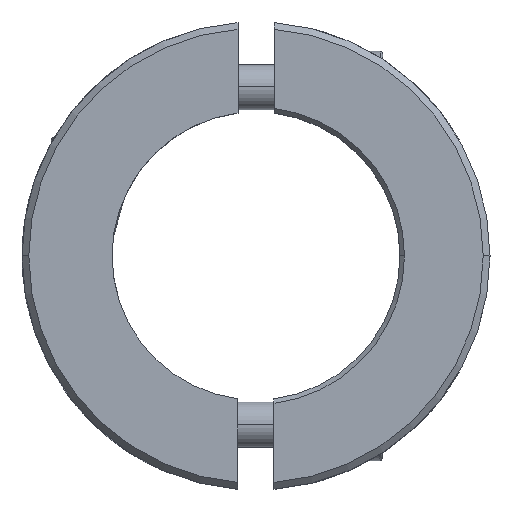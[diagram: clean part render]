
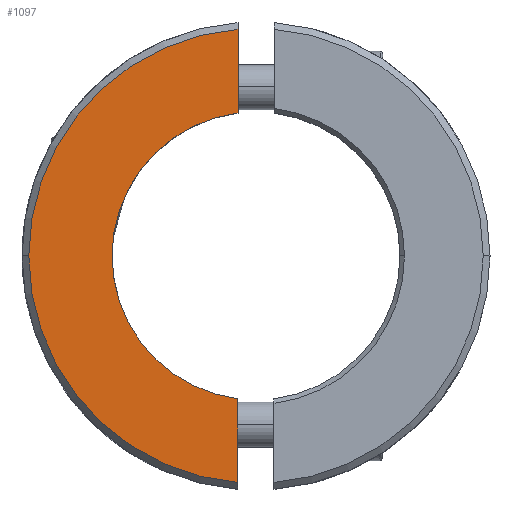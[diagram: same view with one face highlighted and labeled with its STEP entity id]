
A CAD part, top view. The second image highlights one B-rep face of the part: STEP entity #1097.
In plain terms, the highlighted planar face has unit normal (0, 0, 1).
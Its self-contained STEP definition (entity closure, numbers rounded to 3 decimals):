
#917=EDGE_CURVE('NONE',#939,#1983,#2470,.T.);
#939=VERTEX_POINT('NONE',#2494);
#1059=EDGE_CURVE('NONE',#1983,#2035,#2625,.T.);
#1097=ADVANCED_FACE('NONE',(#2666),#2667,.T.);
#1155=EDGE_CURVE('NONE',#1331,#939,#2735,.T.);
#1331=VERTEX_POINT('NONE',#2930);
#1569=EDGE_CURVE('NONE',#2035,#1935,#3190,.T.);
#1711=VERTEX_POINT('NONE',#3352);
#1935=VERTEX_POINT('',#3601);
#1983=VERTEX_POINT('NONE',#3654);
#2035=VERTEX_POINT('NONE',#3714);
#2057=EDGE_CURVE('NONE',#1711,#1331,#3739,.T.);
#2097=EDGE_CURVE('NONE',#1935,#1711,#3784,.T.);
#2470=CIRCLE('',#4237,32.0);
#2494=CARTESIAN_POINT('',(-32.0,0.,0.));
#2625=LINE('',#4501,#4502);
#2666=FACE_OUTER_BOUND('',#4566,.T.);
#2667=PLANE('',#4567);
#2735=CIRCLE('',#4659,32.0);
#2930=CARTESIAN_POINT('',(-4.,-31.749,0.));
#3190=CIRCLE('',#5402,50.5);
#3352=CARTESIAN_POINT('',(-4.,-50.341,0.));
#3601=CARTESIAN_POINT('',(-50.5,0.,0.));
#3654=CARTESIAN_POINT('',(-4.0,31.749,0.));
#3714=CARTESIAN_POINT('',(-4.0,50.341,0.));
#3739=LINE('',#6176,#6177);
#3784=CIRCLE('',#6246,50.5);
#4237=AXIS2_PLACEMENT_3D('',#6797,#6798,#6799);
#4501=CARTESIAN_POINT('',(-4.0,31.749,0.));
#4502=VECTOR('',#6956,1000.0);
#4566=EDGE_LOOP('',(#6991,#6992,#6993,#6994,#6995,#6996));
#4567=AXIS2_PLACEMENT_3D('',#6997,#6998,#6999);
#4659=AXIS2_PLACEMENT_3D('',#7095,#7096,#7097);
#5402=AXIS2_PLACEMENT_3D('',#7575,#7576,#7577);
#6176=CARTESIAN_POINT('',(-4.,-51.846,0.));
#6177=VECTOR('',#8244,1000.0);
#6246=AXIS2_PLACEMENT_3D('',#8306,#8307,#8308);
#6797=CARTESIAN_POINT('',(0.0,0.0,0.0));
#6798=DIRECTION('',(0.,0.,-1.0));
#6799=DIRECTION('',(-1.0,0.,0.0));
#6956=DIRECTION('',(0.,1.0,0.));
#6991=ORIENTED_EDGE('',*,*,#1059,.T.);
#6992=ORIENTED_EDGE('',*,*,#1569,.T.);
#6993=ORIENTED_EDGE('',*,*,#2097,.T.);
#6994=ORIENTED_EDGE('',*,*,#2057,.T.);
#6995=ORIENTED_EDGE('',*,*,#1155,.T.);
#6996=ORIENTED_EDGE('',*,*,#917,.T.);
#6997=CARTESIAN_POINT('',(0.0,0.0,0.0));
#6998=DIRECTION('',(0.,0.,1.0));
#6999=DIRECTION('',(-1.0,0.,0.0));
#7095=CARTESIAN_POINT('',(0.0,0.0,0.0));
#7096=DIRECTION('',(0.,0.,-1.0));
#7097=DIRECTION('',(-1.0,0.,0.0));
#7575=CARTESIAN_POINT('',(0.0,0.0,0.0));
#7576=DIRECTION('',(0.,0.,1.0));
#7577=DIRECTION('',(-1.0,0.,0.0));
#8244=DIRECTION('',(0.,1.0,0.));
#8306=CARTESIAN_POINT('',(0.0,0.0,0.0));
#8307=DIRECTION('',(0.,0.,1.0));
#8308=DIRECTION('',(-1.0,0.,0.0));
